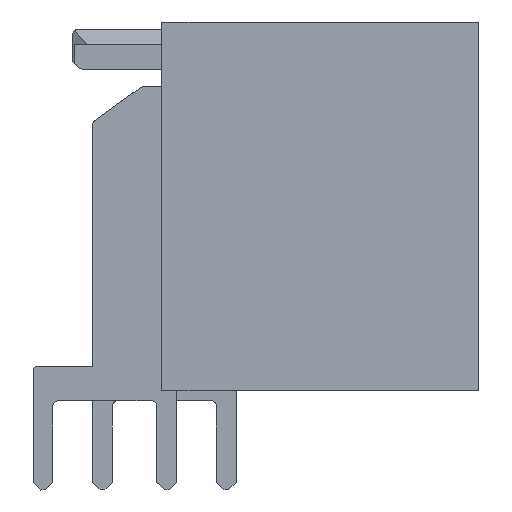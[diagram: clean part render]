
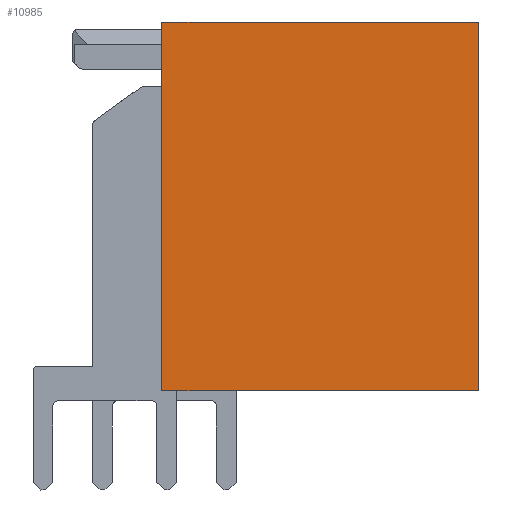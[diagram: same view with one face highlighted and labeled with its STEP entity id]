
A CAD part, left-side view. The second image highlights one B-rep face of the part: STEP entity #10985.
In plain terms, the highlighted face is planar.
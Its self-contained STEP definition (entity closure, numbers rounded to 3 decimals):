
#1309=ORIENTED_EDGE('',*,*,#3206,.F.);
#1310=ORIENTED_EDGE('',*,*,#3294,.F.);
#1311=ORIENTED_EDGE('',*,*,#3215,.F.);
#1312=ORIENTED_EDGE('',*,*,#3198,.F.);
#3198=EDGE_CURVE('',#4227,#4228,#5137,.T.);
#3206=EDGE_CURVE('',#4233,#4227,#5145,.T.);
#3215=EDGE_CURVE('',#4228,#4238,#5154,.T.);
#3294=EDGE_CURVE('',#4238,#4233,#5233,.T.);
#4227=VERTEX_POINT('',#15085);
#4228=VERTEX_POINT('',#15087);
#4233=VERTEX_POINT('',#15101);
#4238=VERTEX_POINT('',#15122);
#5137=LINE('',#15086,#6260);
#5145=LINE('',#15102,#6268);
#5154=LINE('',#15121,#6277);
#5233=LINE('',#15260,#6356);
#6260=VECTOR('',#12720,1000.);
#6268=VECTOR('',#12732,1000.);
#6277=VECTOR('',#12753,1000.);
#6356=VECTOR('',#12906,1000.);
#6971=EDGE_LOOP('',(#1309,#1310,#1311,#1312));
#7392=FACE_BOUND('',#6971,.T.);
#7796=PLANE('',#11423);
#10985=ADVANCED_FACE('',(#7392),#7796,.F.);
#11423=AXIS2_PLACEMENT_3D('',#15259,#12904,#12905);
#12720=DIRECTION('',(0.,0.,1.));
#12732=DIRECTION('',(-1.,0.,0.));
#12753=DIRECTION('',(1.,0.,0.));
#12904=DIRECTION('',(0.,1.,0.));
#12905=DIRECTION('',(1.,0.,0.));
#12906=DIRECTION('',(0.,0.,-1.));
#15085=CARTESIAN_POINT('',(-4.604,0.,-9.247));
#15086=CARTESIAN_POINT('',(-4.604,0.,-9.247));
#15087=CARTESIAN_POINT('',(-4.604,0.001,5.653));
#15101=CARTESIAN_POINT('',(8.196,-0.002,-9.247));
#15102=CARTESIAN_POINT('',(8.196,-0.002,-9.247));
#15121=CARTESIAN_POINT('',(-4.604,0.001,5.653));
#15122=CARTESIAN_POINT('',(8.196,0.,5.653));
#15259=CARTESIAN_POINT('',(1.796,0.,-1.797));
#15260=CARTESIAN_POINT('',(8.196,0.,5.653));
